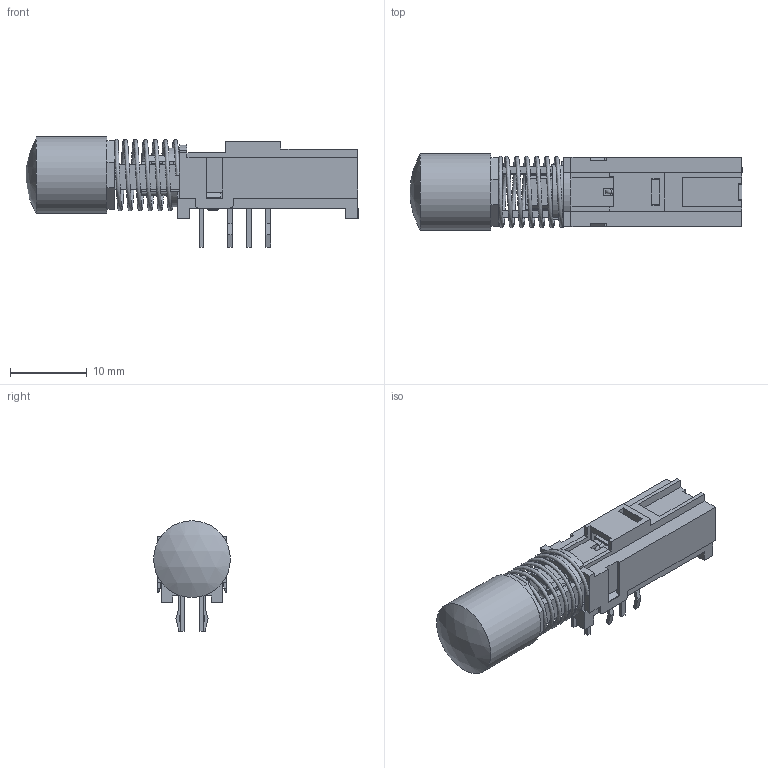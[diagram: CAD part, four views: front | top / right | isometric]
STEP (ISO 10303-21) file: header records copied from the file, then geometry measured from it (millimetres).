
FILE_DESCRIPTION((''),'2;1');
FILE_NAME('WBL2UxxxBR05CLR.stp','2011-05-02T07:53:37',('blarson'),(''),'Autodesk Inventor 11','Autodesk Inventor 11','');
FILE_SCHEMA(('AUTOMOTIVE_DESIGN { 1 0 10303 214 1 1 1 1 }'));
Length unit declared in the file: millimetre
Products named in the file (9): XB0927P; WB 2U Base; WB 4U Housing; WB Plunger; WB Staple; WB Staple Spring; WB LED; WB Return Spring; WB Series R05 Button
Assembly tree (8 placements, depth 2):
  XB0927P
    WB 2U Base
    WB 4U Housing
    WB Plunger
    WB Staple
    WB Staple Spring
    WB LED
    WB Return Spring
    WB Series R05 Button
Bounding box: 43.29 x 10 x 14.4 mm (x, y, z)
Volume: 1798.7 mm3; surface area: 4447.2 mm2
Topology: 8 solids, 8 shells, 451 faces, 1255 edges, 823 vertices
Faces by surface type: plane 393, cylinder 43, bspline 10, sphere 3, torus 2
Full cylindrical faces by diameter (mm): 0.5 x3, 3.1 x1, 8 x1, 10 x1
Entity records: 16836 total; most frequent: CARTESIAN_POINT 4969, ORIENTED_EDGE 2490, DIRECTION 2271, EDGE_CURVE 1245, VECTOR 1133, LINE 1133, VERTEX_POINT 823, AXIS2_PLACEMENT_3D 569
